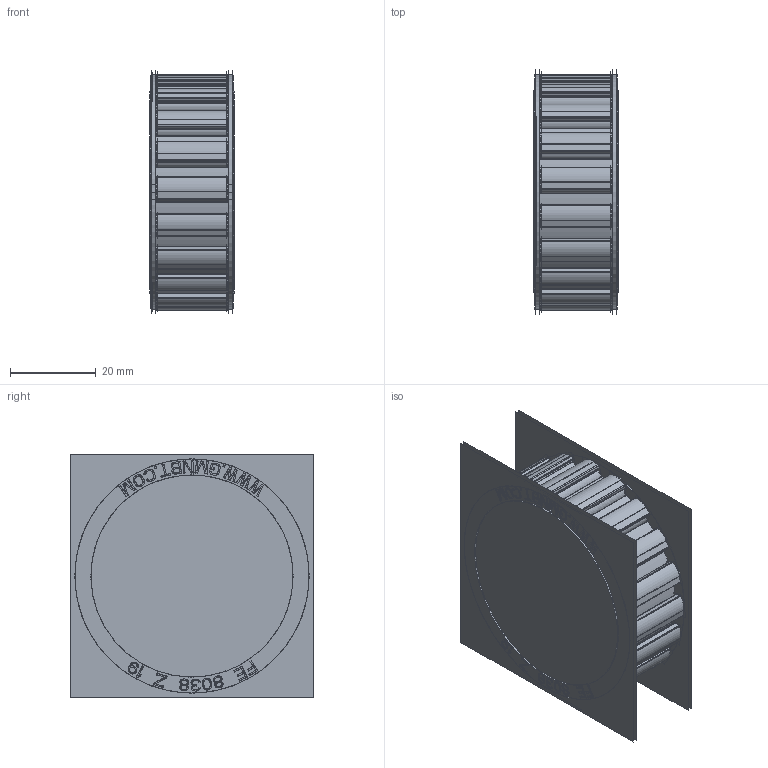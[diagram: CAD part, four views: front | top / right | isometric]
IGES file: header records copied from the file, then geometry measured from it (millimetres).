
Start section:  PTC IGES file: fe8038z19.igs
Global section: file name: fe8038z19.igs; native system: Creo Parametric by Parametric Technology Corporation; preprocessor: 2013150; author: sales 4; organization: Unknown; date: 20140324.142523; units: millimetre
Bounding box: 19.76 x 56.73 x 56.75 mm (x, y, z)
Volume: 12578.6 mm3; surface area: 145911.5 mm2
Topology: 20 solids, 20 shells, 2326 faces, 11938 edges, 14780 vertices
Faces by surface type: bspline 1706, revolution 620
